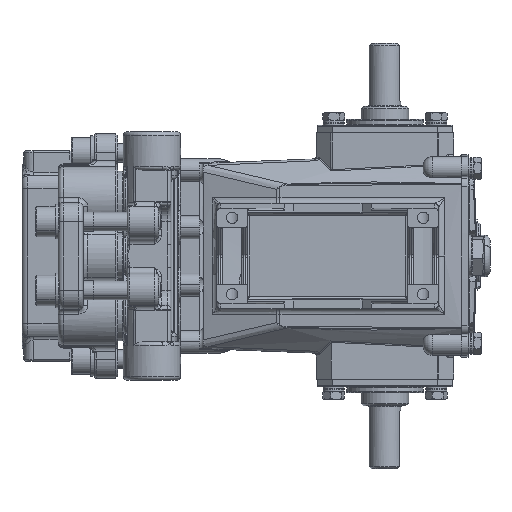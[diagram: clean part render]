
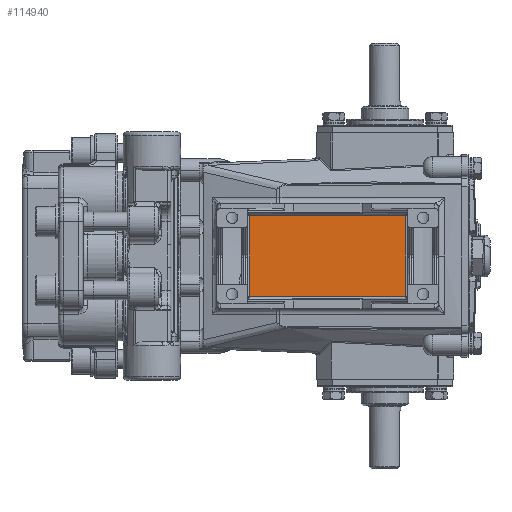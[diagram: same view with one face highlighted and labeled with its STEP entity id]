
A CAD part, front view. The second image highlights one B-rep face of the part: STEP entity #114940.
In plain terms, the highlighted planar face has unit normal (0, -1, 0).
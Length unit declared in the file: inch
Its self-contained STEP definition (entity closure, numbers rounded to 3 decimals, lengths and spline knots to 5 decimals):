
#7408 = CARTESIAN_POINT ( 'NONE',  ( 0.47244, -1.5748, -0.86614 ) ) ;
#11658 = LINE ( 'NONE', #16433, #88686 ) ;
#16433 = CARTESIAN_POINT ( 'NONE',  ( 0.43307, -1.5748, 0.86614 ) ) ;
#17472 = DIRECTION ( 'NONE',  ( 0., 0., 1. ) ) ;
#22683 = CARTESIAN_POINT ( 'NONE',  ( -2.79528, -1.5748, -0.86614 ) ) ;
#22872 = CARTESIAN_POINT ( 'NONE',  ( -2.79528, -1.5748, -0.82677 ) ) ;
#23064 = VECTOR ( 'NONE', #54707, 39.37008 ) ;
#23735 = EDGE_LOOP ( 'NONE', ( #100722, #60314, #123091, #48211 ) ) ;
#26044 = VECTOR ( 'NONE', #26272, 39.37008 ) ;
#26272 = DIRECTION ( 'NONE',  ( -1., 0., 0. ) ) ;
#37886 = VECTOR ( 'NONE', #92932, 39.37008 ) ;
#41039 = LINE ( 'NONE', #22683, #37886 ) ;
#45062 = CARTESIAN_POINT ( 'NONE',  ( 0.47244, -1.5748, -0.82677 ) ) ;
#48211 = ORIENTED_EDGE ( 'NONE', *, *, #73347, .T. ) ;
#52750 = LINE ( 'NONE', #96075, #26044 ) ;
#53075 = FACE_OUTER_BOUND ( 'NONE', #23735, .T. ) ;
#54707 = DIRECTION ( 'NONE',  ( 1., 0., 0. ) ) ;
#57325 = EDGE_CURVE ( 'NONE', #92883, #91640, #129992, .T. ) ;
#58089 = CARTESIAN_POINT ( 'NONE',  ( -2.79528, -1.5748, 0.82677 ) ) ;
#60314 = ORIENTED_EDGE ( 'NONE', *, *, #119364, .T. ) ;
#73347 = EDGE_CURVE ( 'NONE', #91640, #81924, #11658, .T. ) ;
#77668 = DIRECTION ( 'NONE',  ( 0., 1., 0. ) ) ;
#79210 = CARTESIAN_POINT ( 'NONE',  ( 0.43307, -1.5748, -0.82677 ) ) ;
#81924 = VERTEX_POINT ( 'NONE', #86375 ) ;
#86375 = CARTESIAN_POINT ( 'NONE',  ( 0.43307, -1.5748, 0.82677 ) ) ;
#86783 = DIRECTION ( 'NONE',  ( 0., 0., 1. ) ) ;
#88686 = VECTOR ( 'NONE', #86783, 39.37008 ) ;
#91640 = VERTEX_POINT ( 'NONE', #79210 ) ;
#92883 = VERTEX_POINT ( 'NONE', #22872 ) ;
#92932 = DIRECTION ( 'NONE',  ( 0., 0., -1. ) ) ;
#93258 = AXIS2_PLACEMENT_3D ( 'NONE', #7408, #77668, #17472 ) ;
#96075 = CARTESIAN_POINT ( 'NONE',  ( -2.83465, -1.5748, 0.82677 ) ) ;
#100722 = ORIENTED_EDGE ( 'NONE', *, *, #117485, .T. ) ;
#104132 = VERTEX_POINT ( 'NONE', #58089 ) ;
#114940 = ADVANCED_FACE ( 'NONE', ( #53075 ), #117227, .F. ) ;
#117227 = PLANE ( 'NONE',  #93258 ) ;
#117485 = EDGE_CURVE ( 'NONE', #81924, #104132, #52750, .T. ) ;
#119364 = EDGE_CURVE ( 'NONE', #104132, #92883, #41039, .T. ) ;
#123091 = ORIENTED_EDGE ( 'NONE', *, *, #57325, .T. ) ;
#129992 = LINE ( 'NONE', #45062, #23064 ) ;
